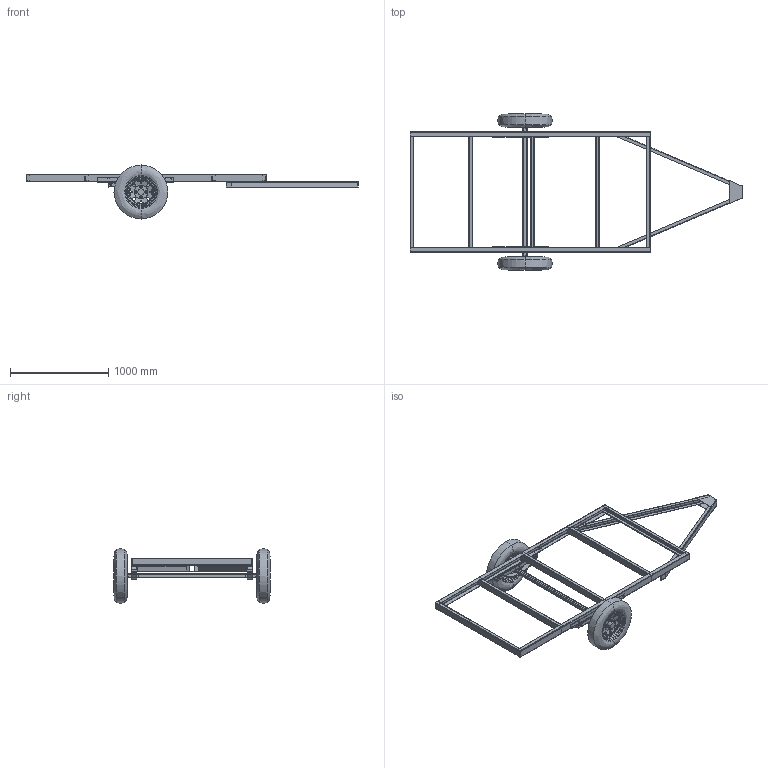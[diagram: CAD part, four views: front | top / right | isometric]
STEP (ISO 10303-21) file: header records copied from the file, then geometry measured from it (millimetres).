
FILE_DESCRIPTION(/* description */ ('Alibre Inc.'),/* implementation_level */ '2;1');
FILE_NAME(/* name */ 'export0',/* time_stamp */ '2010-01-29T19:07:32-05:00',/* author */ (''),/* organization */ (''),/* preprocessor_version */ 'ST-DEVELOPER v10',/* originating_system */ 'Alibre',/* authorisation */ '');
FILE_SCHEMA (('ALIBRE_SCHEMA','CONFIG_CONTROL_DESIGN'));
Length unit declared in the file: millimetre
Products named in the file (43): ID_1
Bounding box: 3371.9 x 1584.96 x 549.97 mm (x, y, z)
Volume: 49102632.8 mm3; surface area: 7491590.1 mm2
Topology: 42 solids, 42 shells, 1170 faces, 2788 edges, 1728 vertices
Faces by surface type: bspline 1170
Entity records: 89737 total; most frequent: CARTESIAN_POINT 29142, ORIENTED_EDGE 11152, DIRECTION 8530, EDGE_CURVE 5576, VERTEX_POINT 3456, AXIS2_PLACEMENT_3D 3013, CIRCLE 2926, EDGE_LOOP 2632
